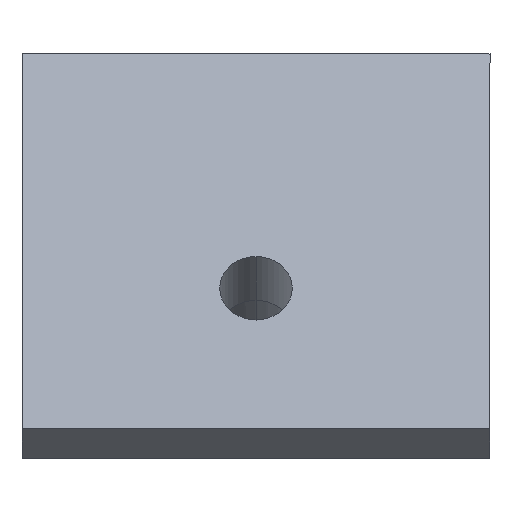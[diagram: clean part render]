
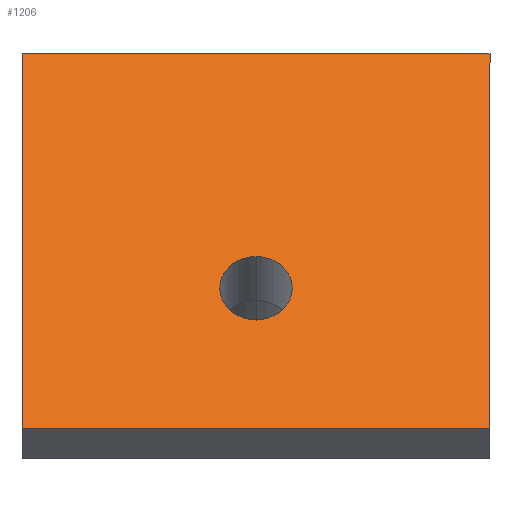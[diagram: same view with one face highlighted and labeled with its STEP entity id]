
A CAD part, top view. The second image highlights one B-rep face of the part: STEP entity #1206.
In plain terms, the highlighted face is planar.
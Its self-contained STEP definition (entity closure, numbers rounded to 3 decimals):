
#8 = EDGE_CURVE ( 'NONE', #258, #766, #213, .T. ) ;
#14 = VECTOR ( 'NONE', #1058, 1000. ) ;
#30 = DIRECTION ( 'NONE',  ( 0., 0.984, 0.18 ) ) ;
#47 = VECTOR ( 'NONE', #30, 1000. ) ;
#125 = ORIENTED_EDGE ( 'NONE', *, *, #554, .T. ) ;
#176 = CARTESIAN_POINT ( 'NONE',  ( 43.5, 7.612, 78.418 ) ) ;
#213 = CIRCLE ( 'NONE', #1159, 2.25 ) ;
#258 = VERTEX_POINT ( 'NONE', #1247 ) ;
#272 = FACE_OUTER_BOUND ( 'NONE', #459, .T. ) ;
#345 = AXIS2_PLACEMENT_3D ( 'NONE', #596, #1278, #1400 ) ;
#354 = DIRECTION ( 'NONE',  ( 0., 0.984, 0.18 ) ) ;
#355 = DIRECTION ( 'NONE',  ( 1., 0., 0. ) ) ;
#360 = CARTESIAN_POINT ( 'NONE',  ( 43.5, 1.219, 77.245 ) ) ;
#385 = PLANE ( 'NONE',  #345 ) ;
#398 = DIRECTION ( 'NONE',  ( 0., -0.18, 0.984 ) ) ;
#427 = CARTESIAN_POINT ( 'NONE',  ( 29., -6.607, 75.809 ) ) ;
#431 = LINE ( 'NONE', #176, #14 ) ;
#437 = VERTEX_POINT ( 'NONE', #571 ) ;
#458 = EDGE_CURVE ( 'NONE', #437, #802, #851, .T. ) ;
#459 = EDGE_LOOP ( 'NONE', ( #696, #125, #1071, #1333 ) ) ;
#463 = ORIENTED_EDGE ( 'NONE', *, *, #8, .F. ) ;
#525 = CARTESIAN_POINT ( 'NONE',  ( 43.5, -18.656, 73.599 ) ) ;
#541 = VECTOR ( 'NONE', #354, 1000. ) ;
#554 = EDGE_CURVE ( 'NONE', #1277, #636, #431, .T. ) ;
#571 = CARTESIAN_POINT ( 'NONE',  ( 14.5, -18.656, 73.599 ) ) ;
#578 = CARTESIAN_POINT ( 'NONE',  ( 14.5, -18.656, 73.599 ) ) ;
#596 = CARTESIAN_POINT ( 'NONE',  ( 43.5, 1.219, 77.245 ) ) ;
#612 = CARTESIAN_POINT ( 'NONE',  ( 43.5, 7.612, 78.418 ) ) ;
#636 = VERTEX_POINT ( 'NONE', #718 ) ;
#637 = EDGE_CURVE ( 'NONE', #766, #258, #1411, .T. ) ;
#647 = AXIS2_PLACEMENT_3D ( 'NONE', #1082, #398, #1189 ) ;
#696 = ORIENTED_EDGE ( 'NONE', *, *, #1129, .T. ) ;
#718 = CARTESIAN_POINT ( 'NONE',  ( 14.5, 7.612, 78.418 ) ) ;
#766 = VERTEX_POINT ( 'NONE', #427 ) ;
#776 = FACE_BOUND ( 'NONE', #781, .T. ) ;
#781 = EDGE_LOOP ( 'NONE', ( #463, #945 ) ) ;
#802 = VERTEX_POINT ( 'NONE', #525 ) ;
#808 = CARTESIAN_POINT ( 'NONE',  ( 14.5, 1.219, 77.245 ) ) ;
#837 = DIRECTION ( 'NONE',  ( 0., -0.18, 0.984 ) ) ;
#846 = LINE ( 'NONE', #360, #541 ) ;
#851 = LINE ( 'NONE', #578, #1085 ) ;
#945 = ORIENTED_EDGE ( 'NONE', *, *, #637, .F. ) ;
#958 = DIRECTION ( 'NONE',  ( 0., -0.984, -0.18 ) ) ;
#973 = LINE ( 'NONE', #808, #47 ) ;
#1058 = DIRECTION ( 'NONE',  ( -1., 0., 0. ) ) ;
#1061 = EDGE_CURVE ( 'NONE', #437, #636, #973, .T. ) ;
#1071 = ORIENTED_EDGE ( 'NONE', *, *, #1061, .F. ) ;
#1082 = CARTESIAN_POINT ( 'NONE',  ( 29., -8.82, 75.403 ) ) ;
#1085 = VECTOR ( 'NONE', #355, 1000. ) ;
#1129 = EDGE_CURVE ( 'NONE', #802, #1277, #846, .T. ) ;
#1159 = AXIS2_PLACEMENT_3D ( 'NONE', #1418, #837, #958 ) ;
#1189 = DIRECTION ( 'NONE',  ( 0., -0.984, -0.18 ) ) ;
#1206 = ADVANCED_FACE ( 'NONE', ( #776, #272 ), #385, .F. ) ;
#1247 = CARTESIAN_POINT ( 'NONE',  ( 29., -11.033, 74.997 ) ) ;
#1277 = VERTEX_POINT ( 'NONE', #612 ) ;
#1278 = DIRECTION ( 'NONE',  ( 0., 0.18, -0.984 ) ) ;
#1333 = ORIENTED_EDGE ( 'NONE', *, *, #458, .T. ) ;
#1400 = DIRECTION ( 'NONE',  ( 0., 0.984, 0.18 ) ) ;
#1411 = CIRCLE ( 'NONE', #647, 2.25 ) ;
#1418 = CARTESIAN_POINT ( 'NONE',  ( 29., -8.82, 75.403 ) ) ;
